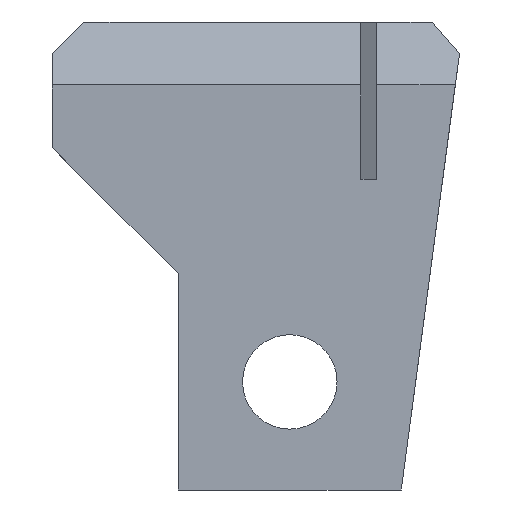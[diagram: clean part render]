
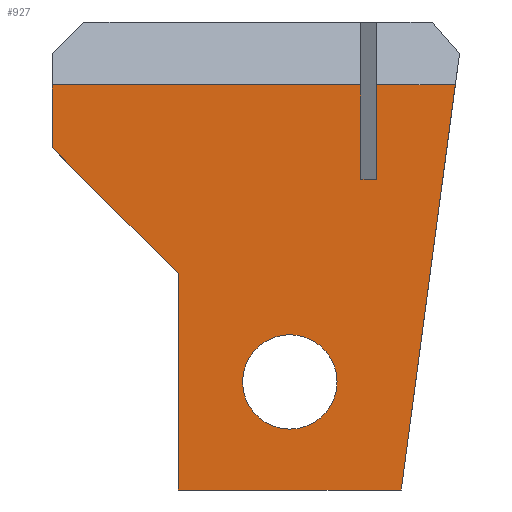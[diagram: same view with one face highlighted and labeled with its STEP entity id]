
A CAD part, front view. The second image highlights one B-rep face of the part: STEP entity #927.
In plain terms, the highlighted planar face has unit normal (0, -1, 0).
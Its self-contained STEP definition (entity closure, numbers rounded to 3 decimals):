
#16=FACE_BOUND('',#121,.T.);
#29=PLANE('',#994);
#72=FACE_OUTER_BOUND('',#120,.T.);
#120=EDGE_LOOP('',(#719,#720,#721,#722,#723,#724,#725,#726,#727,#728));
#121=EDGE_LOOP('',(#729));
#167=LINE('',#1308,#290);
#196=LINE('',#1370,#319);
#206=LINE('',#1390,#329);
#209=LINE('',#1396,#332);
#214=LINE('',#1406,#337);
#215=LINE('',#1408,#338);
#216=LINE('',#1409,#339);
#217=LINE('',#1411,#340);
#218=LINE('',#1413,#341);
#219=LINE('',#1414,#342);
#290=VECTOR('',#1062,10.);
#319=VECTOR('',#1107,10.);
#329=VECTOR('',#1119,10.);
#332=VECTOR('',#1124,10.);
#337=VECTOR('',#1131,10.);
#338=VECTOR('',#1132,10.);
#339=VECTOR('',#1133,10.);
#340=VECTOR('',#1134,10.);
#341=VECTOR('',#1135,10.);
#342=VECTOR('',#1136,10.);
#406=CIRCLE('',#980,1.5);
#418=VERTEX_POINT('',#1286);
#426=VERTEX_POINT('',#1305);
#427=VERTEX_POINT('',#1307);
#451=VERTEX_POINT('',#1367);
#452=VERTEX_POINT('',#1369);
#461=VERTEX_POINT('',#1389);
#463=VERTEX_POINT('',#1395);
#467=VERTEX_POINT('',#1405);
#468=VERTEX_POINT('',#1407);
#469=VERTEX_POINT('',#1410);
#470=VERTEX_POINT('',#1412);
#507=EDGE_CURVE('',#418,#418,#406,.T.);
#517=EDGE_CURVE('',#427,#426,#167,.T.);
#548=EDGE_CURVE('',#451,#452,#196,.T.);
#558=EDGE_CURVE('',#427,#461,#206,.T.);
#561=EDGE_CURVE('',#463,#461,#209,.T.);
#566=EDGE_CURVE('',#426,#467,#214,.T.);
#567=EDGE_CURVE('',#467,#468,#215,.T.);
#568=EDGE_CURVE('',#468,#452,#216,.T.);
#569=EDGE_CURVE('',#469,#451,#217,.T.);
#570=EDGE_CURVE('',#469,#470,#218,.T.);
#571=EDGE_CURVE('',#470,#463,#219,.T.);
#719=ORIENTED_EDGE('',*,*,#558,.F.);
#720=ORIENTED_EDGE('',*,*,#517,.T.);
#721=ORIENTED_EDGE('',*,*,#566,.T.);
#722=ORIENTED_EDGE('',*,*,#567,.T.);
#723=ORIENTED_EDGE('',*,*,#568,.T.);
#724=ORIENTED_EDGE('',*,*,#548,.F.);
#725=ORIENTED_EDGE('',*,*,#569,.F.);
#726=ORIENTED_EDGE('',*,*,#570,.T.);
#727=ORIENTED_EDGE('',*,*,#571,.T.);
#728=ORIENTED_EDGE('',*,*,#561,.T.);
#729=ORIENTED_EDGE('',*,*,#507,.T.);
#927=ADVANCED_FACE('',(#72,#16),#29,.T.);
#980=AXIS2_PLACEMENT_3D('',#1287,#1046,#1047);
#994=AXIS2_PLACEMENT_3D('',#1404,#1129,#1130);
#1046=DIRECTION('center_axis',(0.,1.,0.));
#1047=DIRECTION('ref_axis',(0.,0.,
-1.));
#1062=DIRECTION('',(0.,0.,-1.));
#1107=DIRECTION('',(-0.132,0.,-0.991));
#1119=DIRECTION('',(1.,0.,0.));
#1124=DIRECTION('',(0.,0.,1.));
#1129=DIRECTION('center_axis',(0.,-1.,0.));
#1130=DIRECTION('ref_axis',(0.,0.,
-1.));
#1131=DIRECTION('',(0.707,0.,-0.707));
#1132=DIRECTION('',(0.,0.,-1.));
#1133=DIRECTION('',(1.,0.,0.));
#1134=DIRECTION('',(1.,0.,0.));
#1135=DIRECTION('',(0.,0.,-1.));
#1136=DIRECTION('',(-1.,0.,0.));
#1286=CARTESIAN_POINT('',(76.542,346.607,-8.434));
#1287=CARTESIAN_POINT('Origin',(76.542,346.607,-9.934));
#1305=CARTESIAN_POINT('',(69.,346.607,-2.5));
#1307=CARTESIAN_POINT('',(69.,346.607,-0.5));
#1308=CARTESIAN_POINT('',(69.,346.607,1.5));
#1367=CARTESIAN_POINT('',(81.8,346.607,-0.5));
#1369=CARTESIAN_POINT('',(80.084,346.607,-13.368));
#1370=CARTESIAN_POINT('',(82.067,346.607,1.5));
#1389=CARTESIAN_POINT('',(78.799,346.607,-0.5));
#1390=CARTESIAN_POINT('',(62.5,346.607,-0.5));
#1395=CARTESIAN_POINT('',(78.799,346.607,-3.5));
#1396=CARTESIAN_POINT('',(78.799,346.607,1.5));
#1404=CARTESIAN_POINT('Origin',(62.5,346.607,1.5));
#1405=CARTESIAN_POINT('',(73.,346.607,-6.5));
#1406=CARTESIAN_POINT('',(66.375,346.607,0.125));
#1407=CARTESIAN_POINT('',(73.,346.607,-13.368));
#1408=CARTESIAN_POINT('',(73.,346.607,-6.5));
#1409=CARTESIAN_POINT('',(73.,346.607,-13.368));
#1410=CARTESIAN_POINT('',(79.299,346.607,-0.5));
#1411=CARTESIAN_POINT('',(62.5,346.607,-0.5));
#1412=CARTESIAN_POINT('',(79.299,346.607,-3.5));
#1413=CARTESIAN_POINT('',(79.299,346.607,1.5));
#1414=CARTESIAN_POINT('',(70.341,346.607,-3.5));
